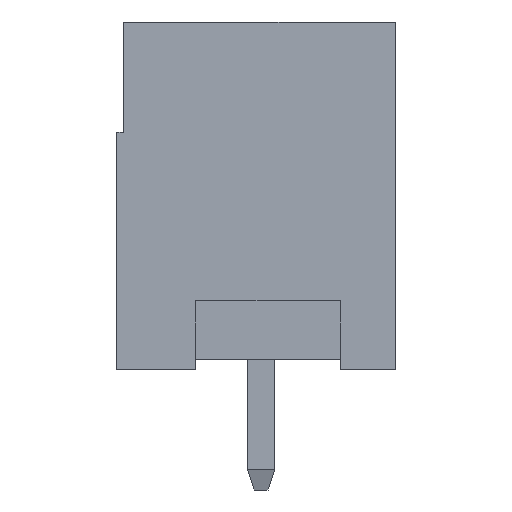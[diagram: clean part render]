
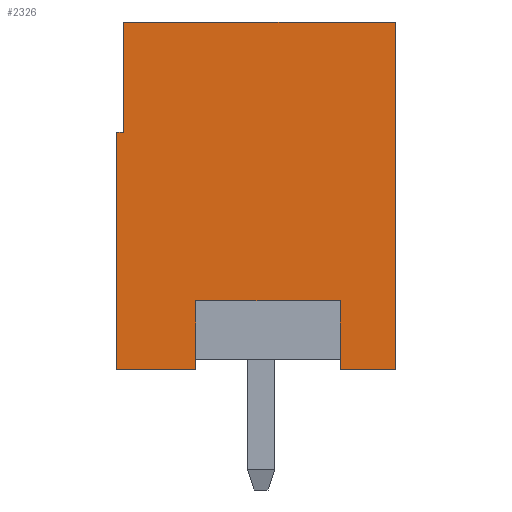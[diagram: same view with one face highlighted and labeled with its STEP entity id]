
A CAD part, left-side view. The second image highlights one B-rep face of the part: STEP entity #2326.
In plain terms, the highlighted planar face has unit normal (-1, 0, 0).
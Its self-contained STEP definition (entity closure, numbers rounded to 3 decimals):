
#2326=ADVANCED_FACE('',(#4815),#4816,.T.);
#4815=FACE_OUTER_BOUND('',#7515,.T.);
#4816=PLANE('',#7516);
#7515=EDGE_LOOP('',(#14325,#14326,#14327,#14328,#14329,#14330,#14331,#14332,#14333,#14334));
#7516=AXIS2_PLACEMENT_3D('',#14335,#14336,#14337);
#14325=ORIENTED_EDGE('',*,*,#19016,.T.);
#14326=ORIENTED_EDGE('',*,*,#18900,.T.);
#14327=ORIENTED_EDGE('',*,*,#18728,.T.);
#14328=ORIENTED_EDGE('',*,*,#18736,.T.);
#14329=ORIENTED_EDGE('',*,*,#19017,.T.);
#14330=ORIENTED_EDGE('',*,*,#16809,.T.);
#14331=ORIENTED_EDGE('',*,*,#19018,.T.);
#14332=ORIENTED_EDGE('',*,*,#18975,.F.);
#14333=ORIENTED_EDGE('',*,*,#18972,.F.);
#14334=ORIENTED_EDGE('',*,*,#18980,.T.);
#14335=CARTESIAN_POINT('',(-16.0,0.0,0.0));
#14336=DIRECTION('',(-1.0,0.0,0.0));
#14337=DIRECTION('',(0.0,0.0,1.0));
#16809=EDGE_CURVE('',#20331,#20329,#20332,.T.);
#18728=EDGE_CURVE('',#23229,#23230,#23231,.T.);
#18736=EDGE_CURVE('',#23230,#23243,#23245,.T.);
#18900=EDGE_CURVE('',#23495,#23229,#23496,.T.);
#18972=EDGE_CURVE('',#23601,#23596,#23603,.T.);
#18975=EDGE_CURVE('',#23596,#23607,#23608,.T.);
#18980=EDGE_CURVE('',#23601,#23613,#23615,.T.);
#19016=EDGE_CURVE('',#23613,#23495,#23652,.T.);
#19017=EDGE_CURVE('',#23243,#20331,#23653,.T.);
#19018=EDGE_CURVE('',#20329,#23607,#23654,.T.);
#20329=VERTEX_POINT('',#25397);
#20331=VERTEX_POINT('',#25400);
#20332=LINE('',#25401,#25402);
#23229=VERTEX_POINT('',#29720);
#23230=VERTEX_POINT('',#29721);
#23231=LINE('',#29722,#29723);
#23243=VERTEX_POINT('',#29740);
#23245=LINE('',#29743,#29744);
#23495=VERTEX_POINT('',#30132);
#23496=LINE('',#30133,#30134);
#23596=VERTEX_POINT('',#30282);
#23601=VERTEX_POINT('',#30289);
#23603=LINE('',#30292,#30293);
#23607=VERTEX_POINT('',#30298);
#23608=LINE('',#30299,#30300);
#23613=VERTEX_POINT('',#30307);
#23615=LINE('',#30310,#30311);
#23652=LINE('',#30366,#30367);
#23653=LINE('',#30368,#30369);
#23654=LINE('',#30370,#30371);
#25397=CARTESIAN_POINT('',(-16.0,-4.05,5.05));
#25400=CARTESIAN_POINT('',(-16.0,-4.05,-5.05));
#25401=CARTESIAN_POINT('',(-16.0,-4.05,-5.05));
#25402=VECTOR('',#31402,1000.0);
#29720=CARTESIAN_POINT('',(-16.0,1.75,-3.05));
#29721=CARTESIAN_POINT('',(-16.0,-2.45,-3.05));
#29722=CARTESIAN_POINT('',(-16.0,1.75,-3.05));
#29723=VECTOR('',#32956,1000.0);
#29740=CARTESIAN_POINT('',(-16.0,-2.45,-5.05));
#29743=CARTESIAN_POINT('',(-16.0,-2.45,-3.05));
#29744=VECTOR('',#32963,1000.0);
#30132=CARTESIAN_POINT('',(-16.0,1.75,-5.05));
#30133=CARTESIAN_POINT('',(-16.0,1.75,-5.05));
#30134=VECTOR('',#33105,1000.0);
#30282=CARTESIAN_POINT('',(-16.0,3.85,1.85));
#30289=CARTESIAN_POINT('',(-16.0,4.05,1.85));
#30292=CARTESIAN_POINT('',(-16.0,0.0,1.85));
#30293=VECTOR('',#33166,1000.0);
#30298=CARTESIAN_POINT('',(-16.0,3.85,5.05));
#30299=CARTESIAN_POINT('',(-16.0,3.85,0.));
#30300=VECTOR('',#33168,1000.0);
#30307=CARTESIAN_POINT('',(-16.0,4.05,-5.05));
#30310=CARTESIAN_POINT('',(-16.0,4.05,5.05));
#30311=VECTOR('',#33172,1000.0);
#30366=CARTESIAN_POINT('',(-16.0,4.05,-5.05));
#30367=VECTOR('',#33191,1000.0);
#30368=CARTESIAN_POINT('',(-16.0,4.05,-5.05));
#30369=VECTOR('',#33192,1000.0);
#30370=CARTESIAN_POINT('',(-16.0,-4.05,5.05));
#30371=VECTOR('',#33193,1000.0);
#31402=DIRECTION('',(0.0,0.,1.0));
#32956=DIRECTION('',(0.0,-1.0,0.0));
#32963=DIRECTION('',(0.0,0.0,-1.0));
#33105=DIRECTION('',(0.0,0.,1.0));
#33166=DIRECTION('',(0.0,-1.0,0.0));
#33168=DIRECTION('',(0.0,0.,1.0));
#33172=DIRECTION('',(0.0,0.,-1.0));
#33191=DIRECTION('',(0.0,-1.0,0.0));
#33192=DIRECTION('',(0.0,-1.0,0.0));
#33193=DIRECTION('',(0.0,1.0,0.0));
